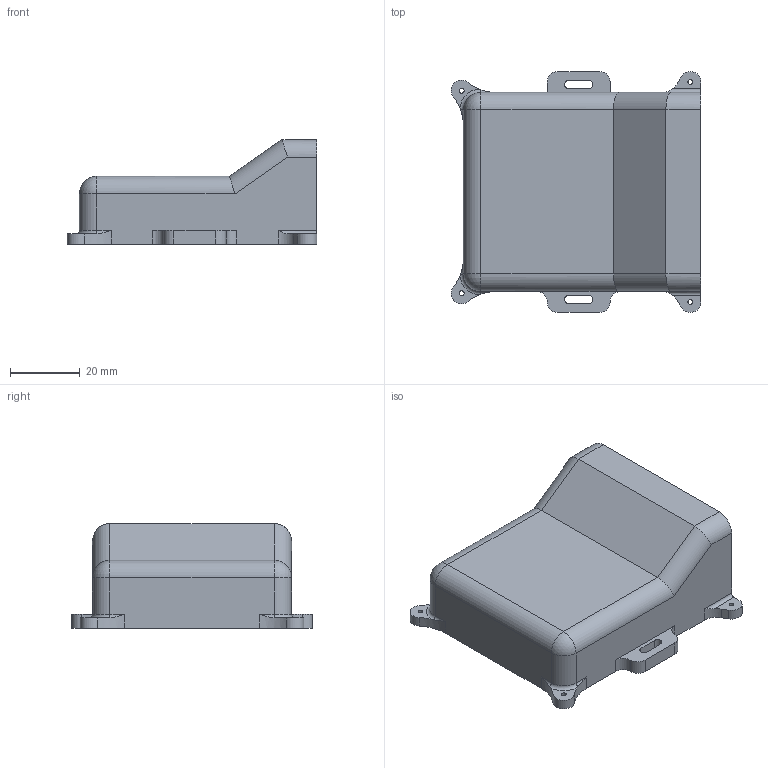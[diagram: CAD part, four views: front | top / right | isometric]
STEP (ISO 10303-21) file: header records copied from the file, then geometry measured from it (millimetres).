
FILE_DESCRIPTION(/* description */ ('STEP AP214'),/* implementation_level */ '2;1');
FILE_NAME(/* name */ '611d11a257cc95776e19e0a2',/* time_stamp */ '2021-08-18T13:56:52+00:00',/* author */ (''),/* organization */ (''),/* preprocessor_version */ 'ST-DEVELOPER v18.1',/* originating_system */ ' ',/* authorisation */ ' ');
FILE_SCHEMA (('AUTOMOTIVE_DESIGN {1 0 10303 214 3 1 1}'));
Length unit declared in the file: metre
Products named in the file (1): Part 1
Bounding box: 71.5 x 69 x 30 mm (x, y, z)
Volume: 20909.5 mm3; surface area: 18387.5 mm2
Topology: 1 solids, 1 shells, 161 faces, 432 edges, 268 vertices
Faces by surface type: cylinder 67, plane 60, bspline 22, torus 8, sphere 4
Full cylindrical faces by diameter (mm): 1.4 x4, 1.5 x4
Entity records: 5288 total; most frequent: CARTESIAN_POINT 1382, ORIENTED_EDGE 830, DIRECTION 781, EDGE_CURVE 415, AXIS2_PLACEMENT_3D 288, VERTEX_POINT 268, LINE 205, VECTOR 205
